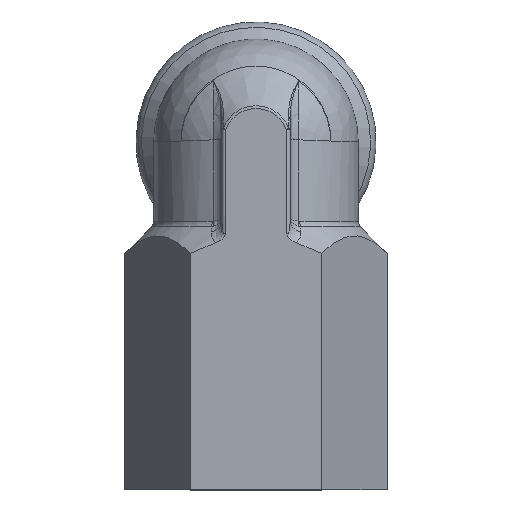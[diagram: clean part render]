
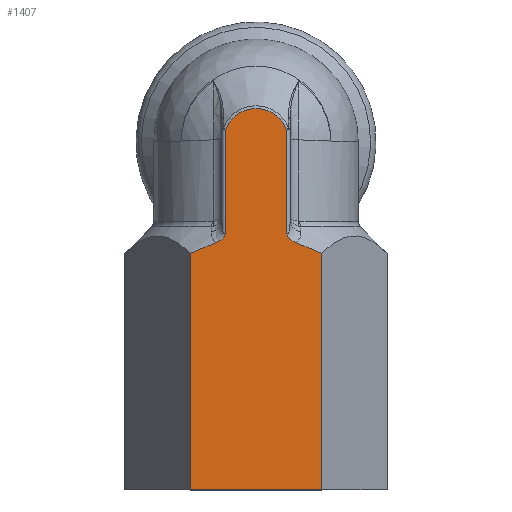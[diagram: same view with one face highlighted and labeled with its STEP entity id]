
A CAD part, top view. The second image highlights one B-rep face of the part: STEP entity #1407.
In plain terms, the highlighted planar face has unit normal (0, 0, 1).
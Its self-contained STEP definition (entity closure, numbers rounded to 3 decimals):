
#15=(
BOUNDED_CURVE()
B_SPLINE_CURVE(2,(#4667,#4668,#4669),.UNSPECIFIED.,.F.,.F.)
B_SPLINE_CURVE_WITH_KNOTS((3,3),(-7.985,-7.198),
 .UNSPECIFIED.)
CURVE()
GEOMETRIC_REPRESENTATION_ITEM()
RATIONAL_B_SPLINE_CURVE((1.996,2.052,2.088))
REPRESENTATION_ITEM('')
);
#16=(
BOUNDED_CURVE()
B_SPLINE_CURVE(2,(#5562,#5563,#5564),.UNSPECIFIED.,.F.,.F.)
B_SPLINE_CURVE_WITH_KNOTS((3,3),(-4.491,-3.703),
 .UNSPECIFIED.)
CURVE()
GEOMETRIC_REPRESENTATION_ITEM()
RATIONAL_B_SPLINE_CURVE((2.088,2.052,1.996))
REPRESENTATION_ITEM('')
);
#57=LINE('',#2187,#93);
#70=LINE('',#4523,#106);
#72=LINE('',#4538,#108);
#78=LINE('',#5916,#114);
#79=LINE('',#6075,#115);
#93=VECTOR('',#1631,1.);
#106=VECTOR('',#1720,1.);
#108=VECTOR('',#1724,1.);
#114=VECTOR('',#1796,1.);
#115=VECTOR('',#1803,1.);
#136=PLANE('',#1544);
#227=B_SPLINE_CURVE_WITH_KNOTS('',3,(#5283,#5284,#5285,#5286,#5287,#5288,
#5289,#5290,#5291,#5292,#5293,#5294),.UNSPECIFIED.,.F.,.F.,(4,2,2,2,2,4),
(-0.135,-0.087,-0.045,-0.01,
0.,0.006),.UNSPECIFIED.);
#235=B_SPLINE_CURVE_WITH_KNOTS('',3,(#5871,#5872,#5873,#5874,#5875,#5876,
#5877,#5878,#5879,#5880,#5881,#5882),.UNSPECIFIED.,.F.,.F.,(4,2,2,2,2,4),
(0.,0.067,0.125,0.176,
0.202,0.206),.UNSPECIFIED.);
#306=FACE_OUTER_BOUND('',#397,.T.);
#397=EDGE_LOOP('',(#1102,#1103,#1104,#1105,#1106,#1107,#1108,#1109,#1110,
#1111));
#481=CIRCLE('',#1545,4.282);
#529=VERTEX_POINT('',#2173);
#530=VERTEX_POINT('',#2186);
#578=VERTEX_POINT('',#4521);
#579=VERTEX_POINT('',#4522);
#581=VERTEX_POINT('',#4666);
#591=VERTEX_POINT('',#5212);
#598=VERTEX_POINT('',#5561);
#603=VERTEX_POINT('',#5852);
#607=VERTEX_POINT('',#5915);
#608=VERTEX_POINT('',#6073);
#650=EDGE_CURVE('',#530,#529,#57,.T.);
#727=EDGE_CURVE('',#578,#579,#70,.F.);
#730=EDGE_CURVE('',#530,#578,#72,.T.);
#735=EDGE_CURVE('',#581,#579,#15,.F.);
#753=EDGE_CURVE('',#591,#581,#227,.F.);
#764=EDGE_CURVE('',#598,#529,#16,.T.);
#774=EDGE_CURVE('',#598,#603,#235,.T.);
#780=EDGE_CURVE('',#607,#591,#78,.F.);
#783=EDGE_CURVE('',#607,#608,#481,.T.);
#784=EDGE_CURVE('',#603,#608,#79,.T.);
#1102=ORIENTED_EDGE('',*,*,#783,.F.);
#1103=ORIENTED_EDGE('',*,*,#780,.T.);
#1104=ORIENTED_EDGE('',*,*,#753,.T.);
#1105=ORIENTED_EDGE('',*,*,#735,.T.);
#1106=ORIENTED_EDGE('',*,*,#727,.F.);
#1107=ORIENTED_EDGE('',*,*,#730,.F.);
#1108=ORIENTED_EDGE('',*,*,#650,.T.);
#1109=ORIENTED_EDGE('',*,*,#764,.F.);
#1110=ORIENTED_EDGE('',*,*,#774,.T.);
#1111=ORIENTED_EDGE('',*,*,#784,.T.);
#1407=ADVANCED_FACE('',(#306),#136,.F.);
#1544=AXIS2_PLACEMENT_3D('',#6072,#1799,#1800);
#1545=AXIS2_PLACEMENT_3D('',#6074,#1801,#1802);
#1631=DIRECTION('',(0.,1.,0.));
#1720=DIRECTION('',(0.,-1.,0.));
#1724=DIRECTION('',(-1.,0.,0.));
#1796=DIRECTION('',(0.,1.,0.));
#1799=DIRECTION('center_axis',(0.,0.,
-1.));
#1800=DIRECTION('ref_axis',(-1.,0.,0.));
#1801=DIRECTION('center_axis',(0.,0.,
-1.));
#1802=DIRECTION('ref_axis',(-1.,0.,0.));
#1803=DIRECTION('',(0.,1.,0.));
#2173=CARTESIAN_POINT('',(8.66,-14.82,15.));
#2186=CARTESIAN_POINT('',(8.66,-46.,15.));
#2187=CARTESIAN_POINT('',(8.66,-30.41,15.));
#4521=CARTESIAN_POINT('',(-8.66,-46.,15.));
#4522=CARTESIAN_POINT('',(-8.66,-14.82,15.));
#4523=CARTESIAN_POINT('',(-8.66,-30.41,15.));
#4538=CARTESIAN_POINT('',(0.,-46.,15.));
#4666=CARTESIAN_POINT('',(-5.232,-13.386,15.));
#4667=CARTESIAN_POINT('Ctrl Pts',(-8.66,-14.82,15.));
#4668=CARTESIAN_POINT('Ctrl Pts',(-6.872,-13.926,15.));
#4669=CARTESIAN_POINT('Ctrl Pts',(-5.232,-13.386,15.));
#5212=CARTESIAN_POINT('',(-4.,-12.135,15.));
#5283=CARTESIAN_POINT('Ctrl Pts',(-5.232,-13.386,15.));
#5284=CARTESIAN_POINT('Ctrl Pts',(-5.02,-13.316,15.));
#5285=CARTESIAN_POINT('Ctrl Pts',(-4.821,-13.213,15.));
#5286=CARTESIAN_POINT('Ctrl Pts',(-4.49,-12.963,15.));
#5287=CARTESIAN_POINT('Ctrl Pts',(-4.355,-12.824,15.));
#5288=CARTESIAN_POINT('Ctrl Pts',(-4.152,-12.529,15.));
#5289=CARTESIAN_POINT('Ctrl Pts',(-4.093,-12.4,15.));
#5290=CARTESIAN_POINT('Ctrl Pts',(-4.04,-12.258,15.));
#5291=CARTESIAN_POINT('Ctrl Pts',(-4.029,-12.228,15.));
#5292=CARTESIAN_POINT('Ctrl Pts',(-4.013,-12.177,15.));
#5293=CARTESIAN_POINT('Ctrl Pts',(-4.006,-12.156,15.));
#5294=CARTESIAN_POINT('Ctrl Pts',(-4.,-12.135,15.));
#5561=CARTESIAN_POINT('',(5.232,-13.386,15.));
#5562=CARTESIAN_POINT('Ctrl Pts',(5.232,-13.386,15.));
#5563=CARTESIAN_POINT('Ctrl Pts',(6.872,-13.926,15.));
#5564=CARTESIAN_POINT('Ctrl Pts',(8.66,-14.82,15.));
#5852=CARTESIAN_POINT('',(4.,-12.135,15.));
#5871=CARTESIAN_POINT('Ctrl Pts',(5.232,-13.386,15.));
#5872=CARTESIAN_POINT('Ctrl Pts',(5.02,-13.316,15.));
#5873=CARTESIAN_POINT('Ctrl Pts',(4.821,-13.214,15.));
#5874=CARTESIAN_POINT('Ctrl Pts',(4.491,-12.964,15.));
#5875=CARTESIAN_POINT('Ctrl Pts',(4.355,-12.825,15.));
#5876=CARTESIAN_POINT('Ctrl Pts',(4.149,-12.524,15.));
#5877=CARTESIAN_POINT('Ctrl Pts',(4.087,-12.388,15.));
#5878=CARTESIAN_POINT('Ctrl Pts',(4.021,-12.208,15.));
#5879=CARTESIAN_POINT('Ctrl Pts',(4.007,-12.159,15.));
#5880=CARTESIAN_POINT('Ctrl Pts',(4.001,-12.14,15.));
#5881=CARTESIAN_POINT('Ctrl Pts',(4.001,-12.138,15.));
#5882=CARTESIAN_POINT('Ctrl Pts',(4.,-12.135,15.));
#5915=CARTESIAN_POINT('',(-4.,1.528,15.));
#5916=CARTESIAN_POINT('',(-4.,-20.75,15.));
#6072=CARTESIAN_POINT('Origin',(8.66,-46.,15.));
#6073=CARTESIAN_POINT('',(4.,1.528,15.));
#6074=CARTESIAN_POINT('Origin',(0.,0.,
15.));
#6075=CARTESIAN_POINT('',(4.,-5.304,15.));
